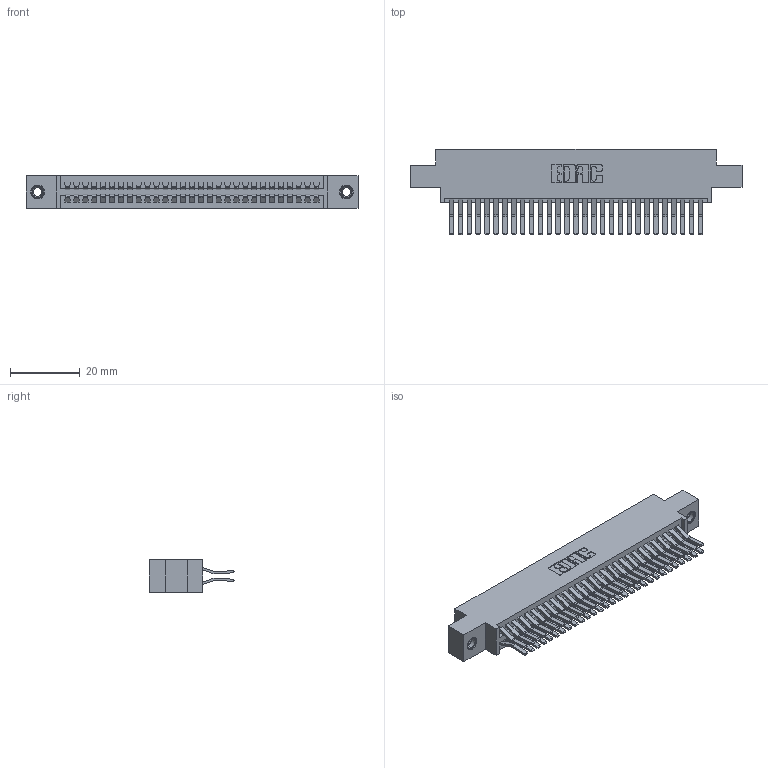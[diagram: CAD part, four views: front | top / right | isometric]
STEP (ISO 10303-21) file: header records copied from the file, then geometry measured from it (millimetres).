
FILE_DESCRIPTION (( 'STEP AP203' ), '1' );
FILE_NAME ('345-058-560-807.STEP', '2018-09-26T18:51:20', ( '' ), ( '' ), 'SwSTEP 2.0', 'SolidWorks 2016', '' );
FILE_SCHEMA (( 'CONFIG_CONTROL_DESIGN' ));
Length unit declared in the file: inch
Products named in the file (4): 345 Part_0.170 Offset - 0.156 Dia-TI; 345-292-001_560 Tail; 345-250-001_345-250-005-103; 345-058-560-807
Assembly tree (61 placements, depth 2):
  345-058-560-807
    345 Part_0.170 Offset - 0.156 Dia-TI
    345-292-001_560 Tail  x58
    345-250-001_345-250-005-103  x2
Bounding box: 94.87 x 24.45 x 9.4 mm (x, y, z)
Volume: 9348.3 mm3; surface area: 14715.6 mm2
Topology: 61 solids, 61 shells, 3206 faces, 9479 edges, 6234 vertices
Faces by surface type: plane 2030, cylinder 1160, cone 12, torus 4
Entity records: 25910 total; most frequent: CARTESIAN_POINT 4339, ORIENTED_EDGE 4266, DIRECTION 3871, EDGE_CURVE 2133, LINE 1861, VECTOR 1861, VERTEX_POINT 1416, AXIS2_PLACEMENT_3D 1005
